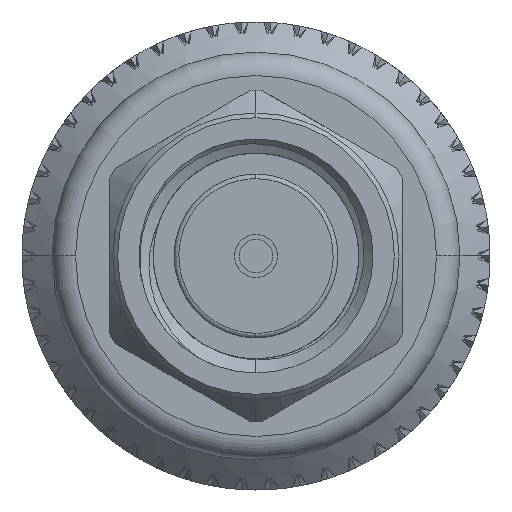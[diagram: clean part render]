
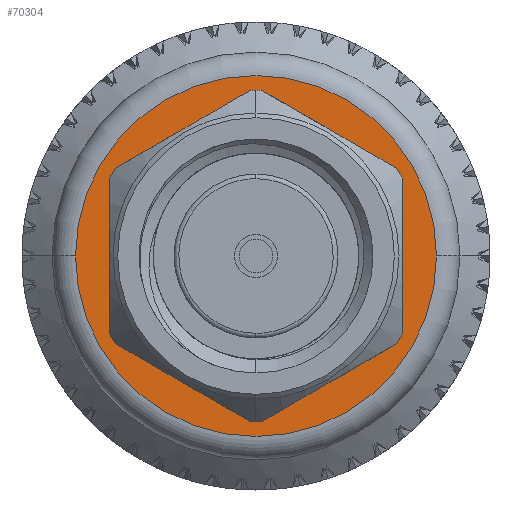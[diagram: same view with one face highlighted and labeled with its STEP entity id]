
A CAD part, left-side view. The second image highlights one B-rep face of the part: STEP entity #70304.
In plain terms, the highlighted planar face has unit normal (-1, 0, 0).
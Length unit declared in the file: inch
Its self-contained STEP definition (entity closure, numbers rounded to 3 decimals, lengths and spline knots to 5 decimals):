
#471 = CARTESIAN_POINT ( 'NONE',  ( 0.40069, 0.14772, 0. ) ) ;
#1266 = AXIS2_PLACEMENT_3D ( 'NONE', #15452, #21187, #65044 ) ;
#1937 = AXIS2_PLACEMENT_3D ( 'NONE', #18444, #23954, #62319 ) ;
#2004 = VERTEX_POINT ( 'NONE', #2499 ) ;
#2499 = CARTESIAN_POINT ( 'NONE',  ( 0.40069, -0.19283, 0. ) ) ;
#6350 = CARTESIAN_POINT ( 'NONE',  ( 0.40069, 0.19283, 0. ) ) ;
#6761 = CARTESIAN_POINT ( 'NONE',  ( 0.40069, -0.14772, 0. ) ) ;
#7471 = EDGE_CURVE ( 'NONE', #52596, #2004, #24357, .T. ) ;
#10760 = CIRCLE ( 'NONE', #65373, 0.14772 ) ;
#15452 = CARTESIAN_POINT ( 'NONE',  ( 0.40069, 0., 0. ) ) ;
#16243 = EDGE_CURVE ( 'NONE', #51940, #48262, #59657, .T. ) ;
#18353 = ORIENTED_EDGE ( 'NONE', *, *, #21060, .T. ) ;
#18378 = EDGE_LOOP ( 'NONE', ( #25490, #43798 ) ) ;
#18444 = CARTESIAN_POINT ( 'NONE',  ( 0.40069, 0.19283, 0. ) ) ;
#21060 = EDGE_CURVE ( 'NONE', #48262, #51940, #10760, .T. ) ;
#21187 = DIRECTION ( 'NONE',  ( -1., 0., 0. ) ) ;
#23954 = DIRECTION ( 'NONE',  ( 1., 0., 0. ) ) ;
#24357 = CIRCLE ( 'NONE', #1266, 0.19283 ) ;
#24797 = AXIS2_PLACEMENT_3D ( 'NONE', #61076, #56502, #34099 ) ;
#25490 = ORIENTED_EDGE ( 'NONE', *, *, #64207, .T. ) ;
#26149 = FACE_OUTER_BOUND ( 'NONE', #18378, .T. ) ;
#29559 = CARTESIAN_POINT ( 'NONE',  ( 0.40069, 0., 0. ) ) ;
#34099 = DIRECTION ( 'NONE',  ( 0., 1., 0. ) ) ;
#38110 = CARTESIAN_POINT ( 'NONE',  ( 0.40069, 0., 0. ) ) ;
#39856 = DIRECTION ( 'NONE',  ( 1., 0., 0. ) ) ;
#43798 = ORIENTED_EDGE ( 'NONE', *, *, #7471, .T. ) ;
#43941 = EDGE_LOOP ( 'NONE', ( #51161, #18353 ) ) ;
#45866 = PLANE ( 'NONE',  #1937 ) ;
#46598 = FACE_BOUND ( 'NONE', #43941, .T. ) ;
#48262 = VERTEX_POINT ( 'NONE', #471 ) ;
#49030 = AXIS2_PLACEMENT_3D ( 'NONE', #38110, #65082, #54121 ) ;
#51161 = ORIENTED_EDGE ( 'NONE', *, *, #16243, .T. ) ;
#51940 = VERTEX_POINT ( 'NONE', #6761 ) ;
#52184 = CIRCLE ( 'NONE', #49030, 0.19283 ) ;
#52596 = VERTEX_POINT ( 'NONE', #6350 ) ;
#54121 = DIRECTION ( 'NONE',  ( 0., -1., 0. ) ) ;
#56502 = DIRECTION ( 'NONE',  ( 1., 0., 0. ) ) ;
#59657 = CIRCLE ( 'NONE', #24797, 0.14772 ) ;
#61076 = CARTESIAN_POINT ( 'NONE',  ( 0.40069, 0., 0. ) ) ;
#62319 = DIRECTION ( 'NONE',  ( 0., 1., 0. ) ) ;
#64207 = EDGE_CURVE ( 'NONE', #2004, #52596, #52184, .T. ) ;
#65044 = DIRECTION ( 'NONE',  ( 0., -1., 0. ) ) ;
#65082 = DIRECTION ( 'NONE',  ( -1., 0., 0. ) ) ;
#65373 = AXIS2_PLACEMENT_3D ( 'NONE', #29559, #39856, #67750 ) ;
#67750 = DIRECTION ( 'NONE',  ( 0., 1., 0. ) ) ;
#70304 = ADVANCED_FACE ( 'NONE', ( #46598, #26149 ), #45866, .F. ) ;
